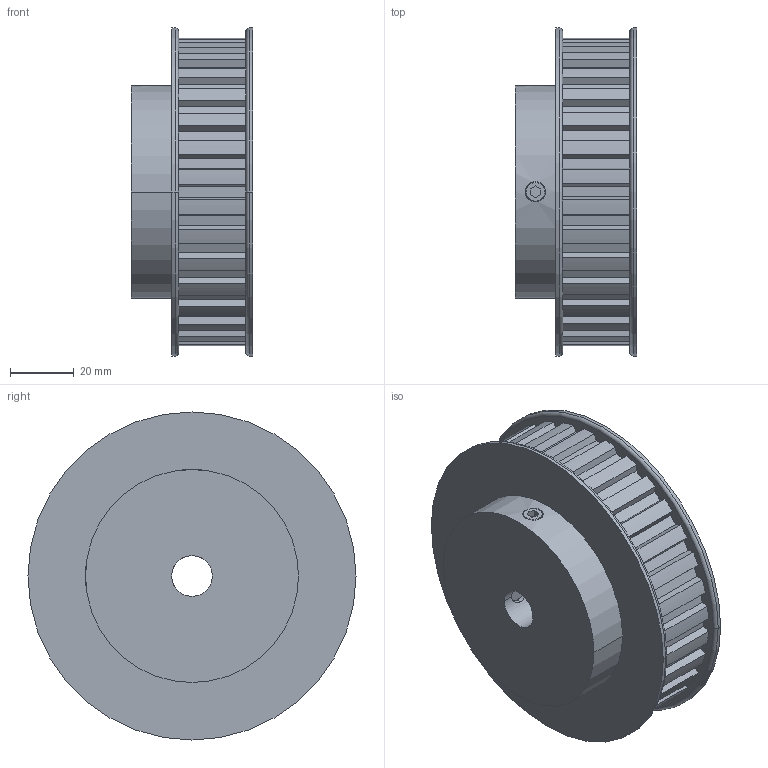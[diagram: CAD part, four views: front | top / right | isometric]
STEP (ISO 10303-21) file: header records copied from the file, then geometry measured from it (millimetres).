
FILE_DESCRIPTION (( 'STEP AP203' ), '1' );
FILE_NAME ('1304N28.step', '2016-09-16T14:47:53', ( 'Admin' ), ( 'McMaster-Carr Supply Co' ), 'SwSTEP 2.0', 'SolidWorks 2010', '' );
FILE_SCHEMA (( 'CONFIG_CONTROL_DESIGN' ));
Length unit declared in the file: inch
Products named in the file (1): 1304N28
Bounding box: 38.1 x 102.72 x 102.72 mm (x, y, z)
Volume: 222541.6 mm3; surface area: 34831.7 mm2
Topology: 3 solids, 3 shells, 179 faces, 498 edges, 328 vertices
Faces by surface type: plane 119, cylinder 48, cone 8, torus 4
Entity records: 6031 total; most frequent: CARTESIAN_POINT 1274, ORIENTED_EDGE 996, DIRECTION 950, EDGE_CURVE 498, VECTOR 382, LINE 382, VERTEX_POINT 328, AXIS2_PLACEMENT_3D 284
